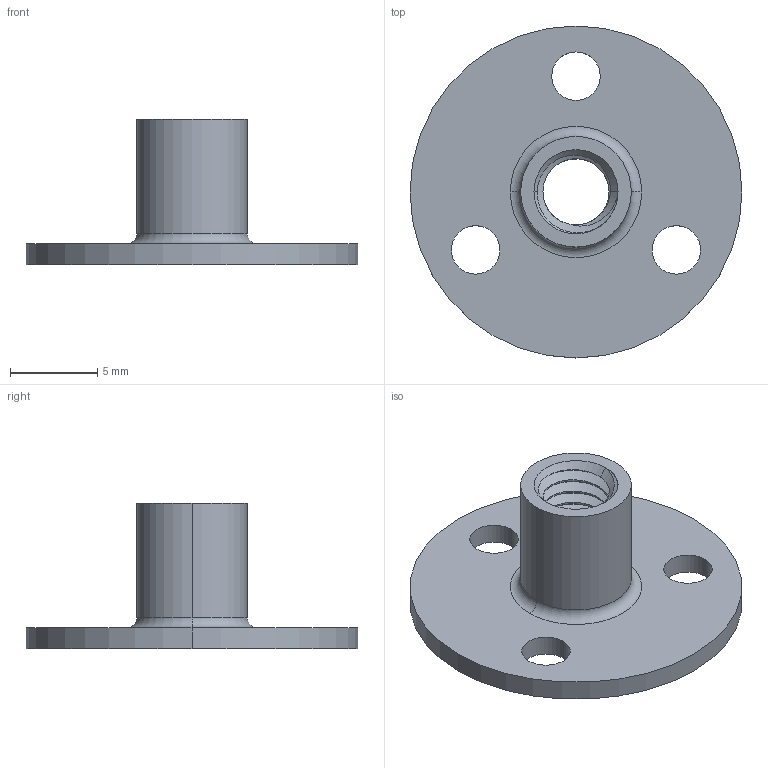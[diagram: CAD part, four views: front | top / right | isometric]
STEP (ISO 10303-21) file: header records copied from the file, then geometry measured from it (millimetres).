
FILE_DESCRIPTION (( 'STEP AP203' ), '1' );
FILE_NAME ('90611A340.step', '2015-07-27T21:23:29', ( '' ), ( '' ), 'SwSTEP 2.0', 'SolidWorks 2010', '' );
FILE_SCHEMA (( 'CONFIG_CONTROL_DESIGN' ));
Length unit declared in the file: inch
Products named in the file (1): 90611A340
Bounding box: 19.05 x 19.05 x 8.33 mm (x, y, z)
Volume: 421.7 mm3; surface area: 933.4 mm2
Topology: 1 solids, 1 shells, 64 faces, 175 edges, 114 vertices
Faces by surface type: cylinder 51, cone 6, plane 3, torus 2, bspline 2
Entity records: 3330 total; most frequent: CARTESIAN_POINT 1851, ORIENTED_EDGE 350, DIRECTION 243, EDGE_CURVE 175, VERTEX_POINT 114, AXIS2_PLACEMENT_3D 95, EDGE_LOOP 73, ADVANCED_FACE 64
